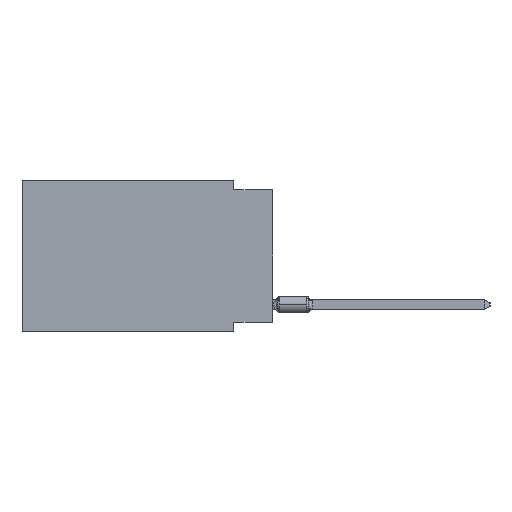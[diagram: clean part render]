
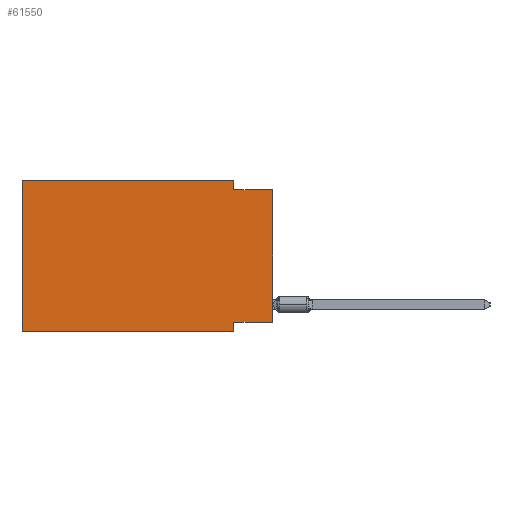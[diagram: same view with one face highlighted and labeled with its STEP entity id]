
A CAD part, left-side view. The second image highlights one B-rep face of the part: STEP entity #61550.
In plain terms, the highlighted planar face has unit normal (-1, 0, 0).
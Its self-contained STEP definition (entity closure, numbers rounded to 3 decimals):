
#960 = VECTOR ( 'NONE', #39515, 1000. ) ;
#2095 = ORIENTED_EDGE ( 'NONE', *, *, #3963, .T. ) ;
#3963 = EDGE_CURVE ( 'NONE', #54475, #19934, #41115, .T. ) ;
#5149 = CARTESIAN_POINT ( 'NONE',  ( 0., 16.383, -9.906 ) ) ;
#5453 = CARTESIAN_POINT ( 'NONE',  ( 0., 0., -9.271 ) ) ;
#6560 = CARTESIAN_POINT ( 'NONE',  ( 0., 2.54, -9.906 ) ) ;
#7309 = EDGE_LOOP ( 'NONE', ( #2095, #32552, #61497, #33596, #44889, #58772, #8215, #39844 ) ) ;
#7535 = CARTESIAN_POINT ( 'NONE',  ( 0., 16.383, 0. ) ) ;
#7827 = VERTEX_POINT ( 'NONE', #6560 ) ;
#8215 = ORIENTED_EDGE ( 'NONE', *, *, #22257, .F. ) ;
#9823 = VERTEX_POINT ( 'NONE', #7535 ) ;
#10745 = VECTOR ( 'NONE', #53870, 1000. ) ;
#10757 = VERTEX_POINT ( 'NONE', #47824 ) ;
#10915 = EDGE_CURVE ( 'NONE', #46243, #7827, #37502, .T. ) ;
#14263 = LINE ( 'NONE', #30601, #28122 ) ;
#14393 = CARTESIAN_POINT ( 'NONE',  ( 0., 16.383, 0. ) ) ;
#15321 = EDGE_CURVE ( 'NONE', #10757, #19934, #18517, .T. ) ;
#16704 = VERTEX_POINT ( 'NONE', #25603 ) ;
#16946 = CARTESIAN_POINT ( 'NONE',  ( 0., 16.383, -9.906 ) ) ;
#17032 = DIRECTION ( 'NONE',  ( 0., 0., -1. ) ) ;
#18517 = LINE ( 'NONE', #35208, #960 ) ;
#18675 = VECTOR ( 'NONE', #61960, 1000. ) ;
#19934 = VERTEX_POINT ( 'NONE', #70186 ) ;
#22257 = EDGE_CURVE ( 'NONE', #16704, #7827, #42916, .T. ) ;
#22720 = PLANE ( 'NONE',  #28419 ) ;
#23772 = FACE_OUTER_BOUND ( 'NONE', #7309, .T. ) ;
#25603 = CARTESIAN_POINT ( 'NONE',  ( 0., 2.54, -9.271 ) ) ;
#27126 = DIRECTION ( 'NONE',  ( 0., 1., 0. ) ) ;
#27839 = LINE ( 'NONE', #5453, #33688 ) ;
#28122 = VECTOR ( 'NONE', #41991, 1000. ) ;
#28419 = AXIS2_PLACEMENT_3D ( 'NONE', #66103, #45122, #17032 ) ;
#30601 = CARTESIAN_POINT ( 'NONE',  ( 0., 16.383, 0. ) ) ;
#32552 = ORIENTED_EDGE ( 'NONE', *, *, #15321, .F. ) ;
#33596 = ORIENTED_EDGE ( 'NONE', *, *, #49110, .F. ) ;
#33688 = VECTOR ( 'NONE', #27126, 1000. ) ;
#35049 = CARTESIAN_POINT ( 'NONE',  ( 0., 0., 0. ) ) ;
#35208 = CARTESIAN_POINT ( 'NONE',  ( 0., 0., -0.635 ) ) ;
#37502 = LINE ( 'NONE', #5149, #10745 ) ;
#39515 = DIRECTION ( 'NONE',  ( 0., -1., 0. ) ) ;
#39844 = ORIENTED_EDGE ( 'NONE', *, *, #49547, .F. ) ;
#40371 = DIRECTION ( 'NONE',  ( 0., -1., 0. ) ) ;
#41115 = LINE ( 'NONE', #35049, #62561 ) ;
#41991 = DIRECTION ( 'NONE',  ( 0., 0., 1. ) ) ;
#42916 = LINE ( 'NONE', #53599, #64315 ) ;
#44889 = ORIENTED_EDGE ( 'NONE', *, *, #69765, .F. ) ;
#45122 = DIRECTION ( 'NONE',  ( 1., 0., 0. ) ) ;
#46243 = VERTEX_POINT ( 'NONE', #16946 ) ;
#46701 = EDGE_CURVE ( 'NONE', #53279, #10757, #56302, .T. ) ;
#47824 = CARTESIAN_POINT ( 'NONE',  ( 0., 2.54, -0.635 ) ) ;
#48582 = DIRECTION ( 'NONE',  ( 0., 0., -1. ) ) ;
#49110 = EDGE_CURVE ( 'NONE', #9823, #53279, #51724, .T. ) ;
#49547 = EDGE_CURVE ( 'NONE', #54475, #16704, #27839, .T. ) ;
#50152 = CARTESIAN_POINT ( 'NONE',  ( 0., 0., -9.271 ) ) ;
#50639 = VECTOR ( 'NONE', #40371, 1000. ) ;
#50940 = CARTESIAN_POINT ( 'NONE',  ( 0., 2.54, 0. ) ) ;
#51724 = LINE ( 'NONE', #14393, #50639 ) ;
#52236 = CARTESIAN_POINT ( 'NONE',  ( 0., 2.54, 0. ) ) ;
#53279 = VERTEX_POINT ( 'NONE', #52236 ) ;
#53599 = CARTESIAN_POINT ( 'NONE',  ( 0., 2.54, -9.906 ) ) ;
#53870 = DIRECTION ( 'NONE',  ( 0., -1., 0. ) ) ;
#54475 = VERTEX_POINT ( 'NONE', #50152 ) ;
#56302 = LINE ( 'NONE', #50940, #18675 ) ;
#58772 = ORIENTED_EDGE ( 'NONE', *, *, #10915, .T. ) ;
#61497 = ORIENTED_EDGE ( 'NONE', *, *, #46701, .F. ) ;
#61550 = ADVANCED_FACE ( 'NONE', ( #23772 ), #22720, .F. ) ;
#61733 = DIRECTION ( 'NONE',  ( 0., 0., 1. ) ) ;
#61960 = DIRECTION ( 'NONE',  ( 0., 0., -1. ) ) ;
#62561 = VECTOR ( 'NONE', #61733, 1000. ) ;
#64315 = VECTOR ( 'NONE', #48582, 1000. ) ;
#66103 = CARTESIAN_POINT ( 'NONE',  ( 0., 16.383, 0. ) ) ;
#69765 = EDGE_CURVE ( 'NONE', #46243, #9823, #14263, .T. ) ;
#70186 = CARTESIAN_POINT ( 'NONE',  ( 0., 0., -0.635 ) ) ;
